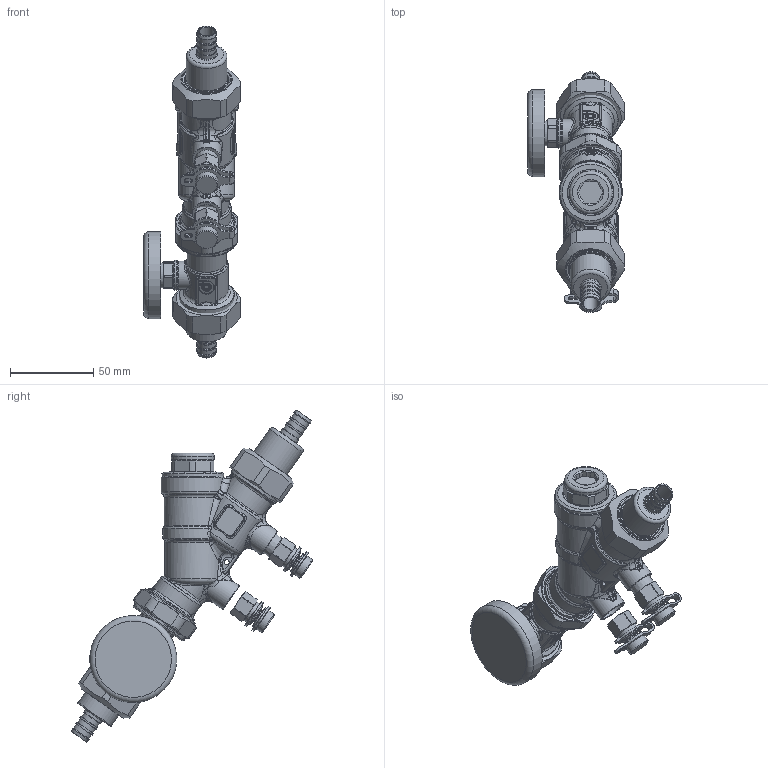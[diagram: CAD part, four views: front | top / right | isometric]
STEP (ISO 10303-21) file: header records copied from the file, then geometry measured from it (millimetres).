
FILE_DESCRIPTION(/* description */ (''),/* implementation_level */ '2;1');
FILE_NAME(/* name */ '128445AFC_Simplify_1.stp',/* time_stamp */ '2025-07-21T10:37:47-05:00',/* author */ ('ischreiner'),/* organization */ (''),/* preprocessor_version */ 'ST-DEVELOPER v20',/* originating_system */ 'Autodesk Inventor 2025',/* authorisation */ '');
FILE_SCHEMA (('AUTOMOTIVE_DESIGN { 1 0 10303 214 3 1 1 }'));
Products named in the file (1): 128445AFC_Simplify_1
Bounding box: 58.22 x 144.97 x 199.55 mm (x, y, z)
Volume: 226351.8 mm3; surface area: 59459.2 mm2
Topology: 8 solids, 8 shells, 1652 faces, 3933 edges, 2275 vertices
Faces by surface type: bspline 837, cylinder 336, plane 219, cone 116, torus 102, sphere 42
Full cylindrical faces by diameter (mm): 3 x1, 8 x2, 9.017 x2, 11.176 x6, 11.5 x2, 11.963 x8, 12 x4, 12.2 x2, 13.5 x6, 13.9 x2, 15.24 x1, 15.875 x1, 17 x1, 17.5 x2, 18 x1, 20.066 x1, 20.091 x2, 20.574 x1, 20.6 x1, 22 x1, 23.5 x1, 24 x1, 24.384 x1, 24.435 x1, 25.8 x1, 26.416 x1, 26.452 x1, 26.924 x2, 29.5 x1, 29.6 x1
Entity records: 161905 total; most frequent: CARTESIAN_POINT 127271, ORIENTED_EDGE 7720, DIRECTION 5406, EDGE_CURVE 3860, AXIS2_PLACEMENT_3D 2347, VERTEX_POINT 2275, EDGE_LOOP 1729, STYLED_ITEM 1660
